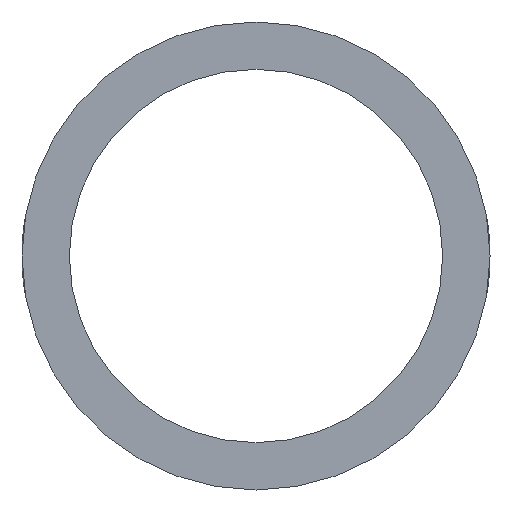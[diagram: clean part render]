
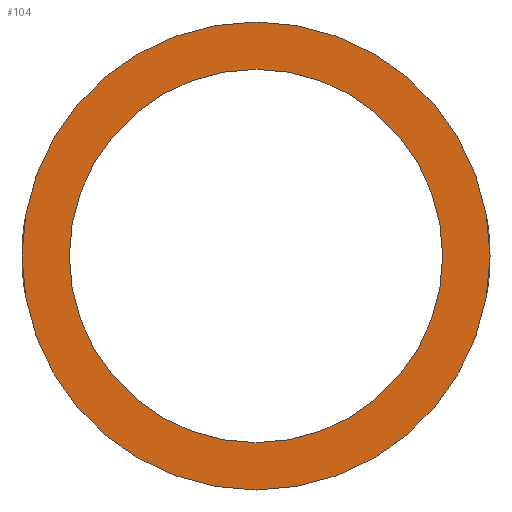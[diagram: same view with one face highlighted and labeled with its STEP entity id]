
A CAD part, front view. The second image highlights one B-rep face of the part: STEP entity #104.
In plain terms, the highlighted planar face has unit normal (0, -1, 0).
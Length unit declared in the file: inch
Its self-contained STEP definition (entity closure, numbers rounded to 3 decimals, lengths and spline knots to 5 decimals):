
#15=PLANE('',#134);
#25=FACE_BOUND('',#51,.T.);
#35=FACE_OUTER_BOUND('',#50,.T.);
#50=EDGE_LOOP('',(#86));
#51=EDGE_LOOP('',(#87));
#53=CIRCLE('',#127,0.6575);
#55=CIRCLE('',#132,0.5245);
#58=VERTEX_POINT('',#196);
#63=VERTEX_POINT('',#308);
#66=EDGE_CURVE('',#58,#58,#53,.T.);
#71=EDGE_CURVE('',#63,#63,#55,.T.);
#86=ORIENTED_EDGE('',*,*,#66,.F.);
#87=ORIENTED_EDGE('',*,*,#71,.T.);
#104=ADVANCED_FACE('',(#35,#25),#15,.T.);
#127=AXIS2_PLACEMENT_3D('',#197,#141,#142);
#132=AXIS2_PLACEMENT_3D('',#309,#151,#152);
#134=AXIS2_PLACEMENT_3D('',#311,#155,#156);
#141=DIRECTION('center_axis',(0.,1.,0.));
#142=DIRECTION('ref_axis',(0.,0.,-1.));
#151=DIRECTION('center_axis',(0.,1.,0.));
#152=DIRECTION('ref_axis',(0.,0.,-1.));
#155=DIRECTION('center_axis',(0.,-1.,0.));
#156=DIRECTION('ref_axis',(0.,0.,-1.));
#196=CARTESIAN_POINT('',(0.,-30.,-0.6575));
#197=CARTESIAN_POINT('Origin',(0.,-30.,0.));
#308=CARTESIAN_POINT('',(0.,-30.,-0.5245));
#309=CARTESIAN_POINT('Origin',(0.,-30.,0.));
#311=CARTESIAN_POINT('Origin',(0.,-30.,0.));
